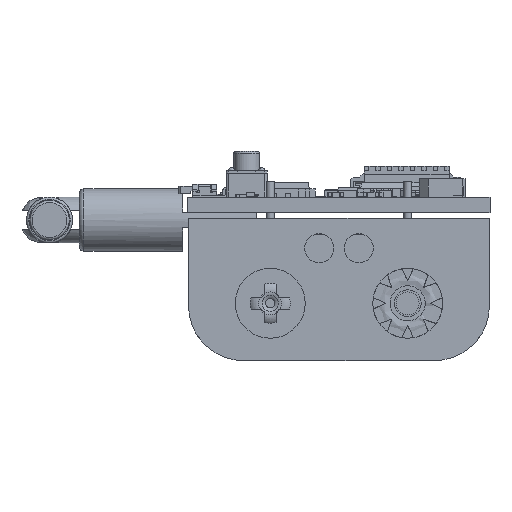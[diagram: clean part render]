
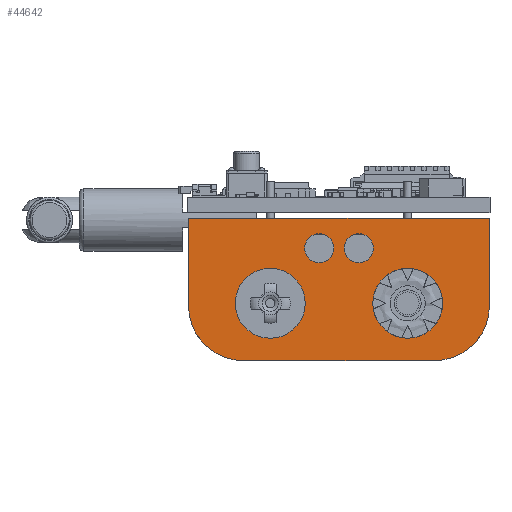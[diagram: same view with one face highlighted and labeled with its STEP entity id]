
A CAD part, front view. The second image highlights one B-rep face of the part: STEP entity #44642.
In plain terms, the highlighted face is planar.
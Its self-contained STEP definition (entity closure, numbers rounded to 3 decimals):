
#1187=FACE_BOUND('',#5786,.T.);
#1188=FACE_BOUND('',#5787,.T.);
#1189=FACE_BOUND('',#5788,.T.);
#1190=FACE_BOUND('',#5789,.T.);
#1301=PLANE('',#47537);
#3162=FACE_OUTER_BOUND('',#5785,.T.);
#5785=EDGE_LOOP('',(#30798,#30799,#30800,#30801,#30802,#30803));
#5786=EDGE_LOOP('',(#30804));
#5787=EDGE_LOOP('',(#30805));
#5788=EDGE_LOOP('',(#30806));
#5789=EDGE_LOOP('',(#30807));
#8738=LINE('',#65763,#13759);
#8741=LINE('',#65779,#13762);
#8749=LINE('',#65807,#13770);
#8750=LINE('',#65809,#13771);
#13759=VECTOR('',#51584,1000.);
#13762=VECTOR('',#51603,1000.);
#13770=VECTOR('',#51635,1000.);
#13771=VECTOR('',#51638,1000.);
#18398=CIRCLE('',#47501,6.);
#18403=CIRCLE('',#47510,6.);
#18422=CIRCLE('',#47538,3.81);
#18423=CIRCLE('',#47539,3.81);
#18424=CIRCLE('',#47540,1.588);
#18425=CIRCLE('',#47541,1.588);
#19883=VERTEX_POINT('',#65672);
#19884=VERTEX_POINT('',#65674);
#19897=VERTEX_POINT('',#65751);
#19898=VERTEX_POINT('',#65753);
#19899=VERTEX_POINT('',#65761);
#19904=VERTEX_POINT('',#65778);
#19923=VERTEX_POINT('',#65835);
#19924=VERTEX_POINT('',#65837);
#19925=VERTEX_POINT('',#65839);
#19926=VERTEX_POINT('',#65841);
#24115=EDGE_CURVE('',#19884,#19883,#18398,.T.);
#24132=EDGE_CURVE('',#19898,#19897,#18403,.T.);
#24138=EDGE_CURVE('',#19897,#19899,#8738,.T.);
#24148=EDGE_CURVE('',#19904,#19884,#8741,.T.);
#24164=EDGE_CURVE('',#19883,#19898,#8749,.T.);
#24165=EDGE_CURVE('',#19899,#19904,#8750,.T.);
#24180=EDGE_CURVE('',#19923,#19923,#18422,.T.);
#24181=EDGE_CURVE('',#19924,#19924,#18423,.T.);
#24182=EDGE_CURVE('',#19925,#19925,#18424,.T.);
#24183=EDGE_CURVE('',#19926,#19926,#18425,.T.);
#30798=ORIENTED_EDGE('',*,*,#24115,.T.);
#30799=ORIENTED_EDGE('',*,*,#24164,.T.);
#30800=ORIENTED_EDGE('',*,*,#24132,.T.);
#30801=ORIENTED_EDGE('',*,*,#24138,.T.);
#30802=ORIENTED_EDGE('',*,*,#24165,.T.);
#30803=ORIENTED_EDGE('',*,*,#24148,.T.);
#30804=ORIENTED_EDGE('',*,*,#24180,.F.);
#30805=ORIENTED_EDGE('',*,*,#24181,.F.);
#30806=ORIENTED_EDGE('',*,*,#24182,.F.);
#30807=ORIENTED_EDGE('',*,*,#24183,.F.);
#44642=ADVANCED_FACE('',(#3162,#1187,#1188,#1189,#1190),#1301,.T.);
#47501=AXIS2_PLACEMENT_3D('',#65675,#51546,#51547);
#47510=AXIS2_PLACEMENT_3D('',#65754,#51572,#51573);
#47537=AXIS2_PLACEMENT_3D('',#65834,#51655,#51656);
#47538=AXIS2_PLACEMENT_3D('',#65836,#51657,#51658);
#47539=AXIS2_PLACEMENT_3D('',#65838,#51659,#51660);
#47540=AXIS2_PLACEMENT_3D('',#65840,#51661,#51662);
#47541=AXIS2_PLACEMENT_3D('',#65842,#51663,#51664);
#51546=DIRECTION('center_axis',(0.,1.,0.));
#51547=DIRECTION('ref_axis',(-1.,0.,0.));
#51572=DIRECTION('center_axis',(0.,1.,0.));
#51573=DIRECTION('ref_axis',(1.,0.,0.));
#51584=DIRECTION('',(0.,0.,-1.));
#51603=DIRECTION('',(0.,0.,1.));
#51635=DIRECTION('',(1.,0.,0.));
#51638=DIRECTION('',(-1.,0.,0.));
#51655=DIRECTION('center_axis',(0.,1.,0.));
#51656=DIRECTION('ref_axis',(-1.,0.,0.));
#51657=DIRECTION('center_axis',(0.,1.,0.));
#51658=DIRECTION('ref_axis',(1.,0.,0.));
#51659=DIRECTION('center_axis',(0.,1.,0.));
#51660=DIRECTION('ref_axis',(-1.,0.,0.));
#51661=DIRECTION('center_axis',(0.,1.,0.));
#51662=DIRECTION('ref_axis',(1.,0.,0.));
#51663=DIRECTION('center_axis',(0.,1.,0.));
#51664=DIRECTION('ref_axis',(-1.,0.,0.));
#65672=CARTESIAN_POINT('',(-10.372,0.034,16.147));
#65674=CARTESIAN_POINT('',(-16.372,0.034,10.147));
#65675=CARTESIAN_POINT('Origin',(-10.372,0.034,10.147));
#65751=CARTESIAN_POINT('',(16.428,0.034,10.147));
#65753=CARTESIAN_POINT('',(10.428,0.034,16.147));
#65754=CARTESIAN_POINT('Origin',(10.428,0.034,10.147));
#65761=CARTESIAN_POINT('',(16.428,0.034,0.647));
#65763=CARTESIAN_POINT('',(16.428,0.034,0.647));
#65778=CARTESIAN_POINT('',(-16.372,0.034,0.647));
#65779=CARTESIAN_POINT('',(-16.372,0.034,0.647));
#65807=CARTESIAN_POINT('',(-10.372,0.034,16.147));
#65809=CARTESIAN_POINT('',(16.428,0.034,0.647));
#65834=CARTESIAN_POINT('Origin',(-10.372,0.034,10.147));
#65835=CARTESIAN_POINT('',(11.331,0.034,9.893));
#65836=CARTESIAN_POINT('Origin',(7.521,0.034,9.893));
#65837=CARTESIAN_POINT('',(-3.655,0.034,9.893));
#65838=CARTESIAN_POINT('Origin',(-7.465,0.034,9.893));
#65839=CARTESIAN_POINT('',(3.774,0.034,3.886));
#65840=CARTESIAN_POINT('Origin',(2.187,0.034,3.886));
#65841=CARTESIAN_POINT('',(-0.544,0.034,3.886));
#65842=CARTESIAN_POINT('Origin',(-2.131,0.034,3.886));
